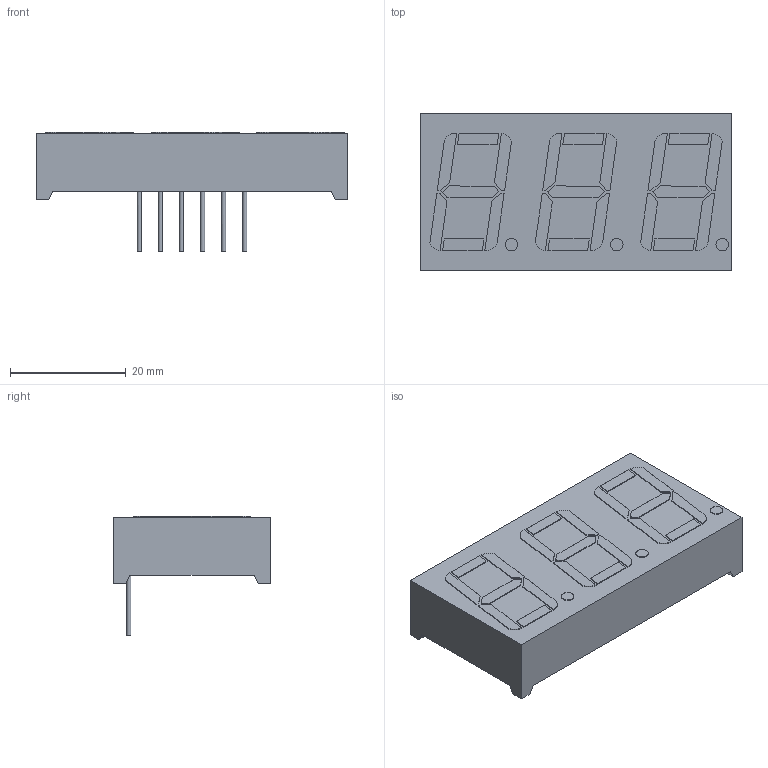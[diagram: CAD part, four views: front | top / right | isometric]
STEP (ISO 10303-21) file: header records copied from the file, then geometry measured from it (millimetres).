
FILE_DESCRIPTION(/* description */ ('FreeCAD Model'),/* implementation_level */ '2;1');
FILE_NAME(/* name */ '3DIGIT_CUSTOM_SCALED.stp',/* time_stamp */ '2024-08-25T20:20:49+02:00',/* author */ ('MenMe'),/* organization */ (''),/* preprocessor_version */ 'ST-DEVELOPER v19.2',/* originating_system */ 'Autodesk Inventor 2024',/* authorisation */ 'Unknown');
FILE_SCHEMA (('AUTOMOTIVE_DESIGN { 1 0 10303 214 3 1 1 }'));
Length unit declared in the file: millimetre
Products named in the file (1): E30561-L-O-0-W
Bounding box: 53.9 x 27.24 x 20.64 mm (x, y, z)
Volume: 14845.8 mm3; surface area: 4821 mm2
Topology: 1 solids, 1 shells, 162 faces, 402 edges, 266 vertices
Faces by surface type: plane 141, cylinder 21
Full cylindrical faces by diameter (mm): 0.731 x6, 2.15 x3
Entity records: 5056 total; most frequent: CARTESIAN_POINT 850, ORIENTED_EDGE 818, DIRECTION 789, EDGE_CURVE 409, LINE 355, VECTOR 355, VERTEX_POINT 278, AXIS2_PLACEMENT_3D 217
